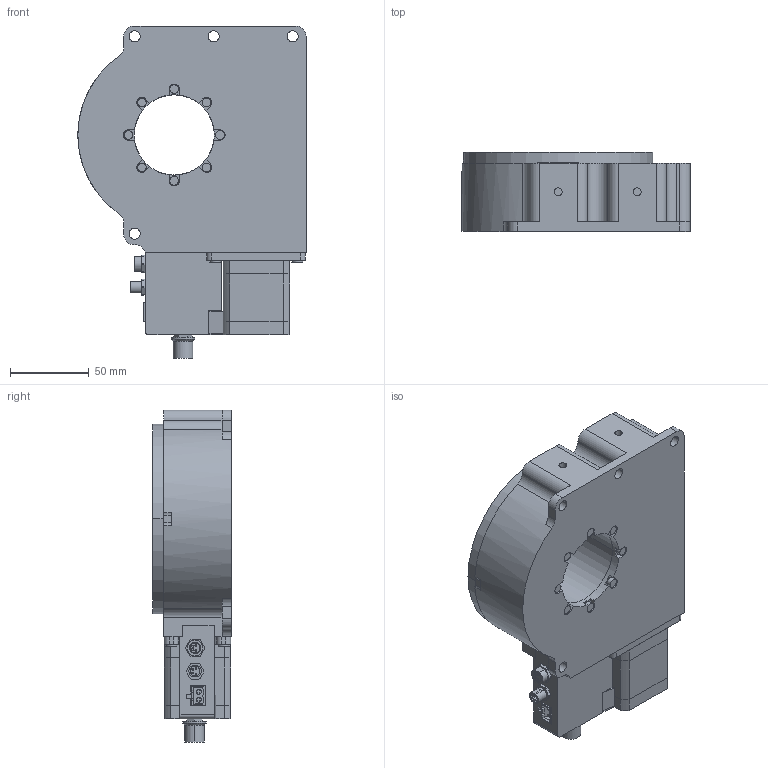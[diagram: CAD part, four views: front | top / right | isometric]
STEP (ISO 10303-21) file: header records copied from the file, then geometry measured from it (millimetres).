
FILE_DESCRIPTION (( 'STEP AP203' ), '1' );
FILE_NAME ('X-RST120xK-DE50.step', '2023-05-30T18:47:07', ( '' ), ( '' ), 'SwSTEP 2.0', 'SolidWorks 2019', '' );
FILE_SCHEMA (( 'CONFIG_CONTROL_DESIGN' ));
Length unit declared in the file: millimetre
Products named in the file (4): NMS17_motor^RST120_RST; RST120_top^RST120; RST120_base^RST120_X-RST120; X-RST120xK-DE50
Assembly tree (3 placements, depth 2):
  X-RST120xK-DE50
    RST120_base^RST120_X-RST120
    RST120_top^RST120
    NMS17_motor^RST120_RST
Bounding box: 144.5 x 50 x 210.24 mm (x, y, z)
Volume: 887145 mm3; surface area: 175166.1 mm2
Topology: 45 solids, 45 shells, 739 faces, 1667 edges, 1089 vertices
Faces by surface type: plane 407, cylinder 296, cone 28, torus 8
Entity records: 21203 total; most frequent: DIRECTION 3761, CARTESIAN_POINT 3741, ORIENTED_EDGE 3310, EDGE_CURVE 1655, AXIS2_PLACEMENT_3D 1413, VERTEX_POINT 1089, LINE 935, VECTOR 935
